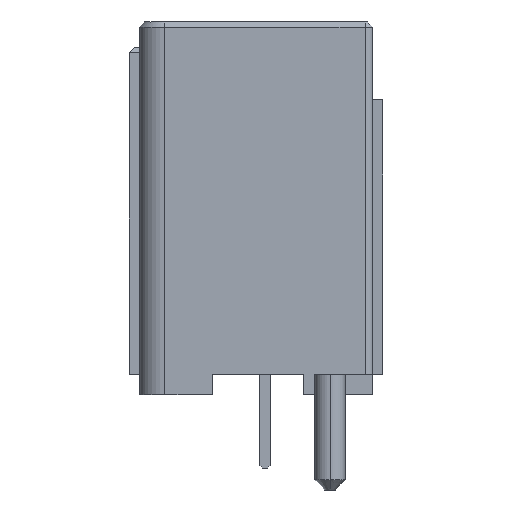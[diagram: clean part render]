
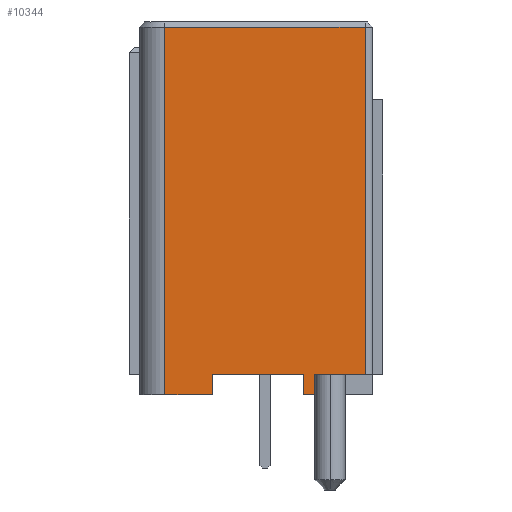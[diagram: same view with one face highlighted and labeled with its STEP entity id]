
A CAD part, left-side view. The second image highlights one B-rep face of the part: STEP entity #10344.
In plain terms, the highlighted planar face has unit normal (-1, 0, 0).
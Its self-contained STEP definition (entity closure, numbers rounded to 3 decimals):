
#112 = DIRECTION ( 'NONE',  ( 0., 1., 0. ) ) ;
#190 = DIRECTION ( 'NONE',  ( 0., 0., -1. ) ) ;
#256 = DIRECTION ( 'NONE',  ( 0., 0., 1. ) ) ;
#663 = CARTESIAN_POINT ( 'NONE',  ( -11.31, -1.51, 0. ) ) ;
#1219 = EDGE_LOOP ( 'NONE', ( #10352, #10510, #18027, #18090, #10675, #25067, #3543, #9295, #24804, #12140 ) ) ;
#1454 = DIRECTION ( 'NONE',  ( 0., -1., 0. ) ) ;
#2408 = VECTOR ( 'NONE', #20958, 1000. ) ;
#2957 = DIRECTION ( 'NONE',  ( 0., 0., -1. ) ) ;
#3207 = CARTESIAN_POINT ( 'NONE',  ( -11.31, 3.92, 14.4 ) ) ;
#3301 = EDGE_CURVE ( 'NONE', #7034, #10603, #19947, .T. ) ;
#3543 = ORIENTED_EDGE ( 'NONE', *, *, #12207, .T. ) ;
#3846 = VECTOR ( 'NONE', #2957, 1000. ) ;
#4329 = LINE ( 'NONE', #6561, #9314 ) ;
#6174 = LINE ( 'NONE', #6565, #14385 ) ;
#6561 = CARTESIAN_POINT ( 'NONE',  ( -11.31, -1.95, 3.865 ) ) ;
#6565 = CARTESIAN_POINT ( 'NONE',  ( -11.31, 3.92, 14.6 ) ) ;
#6696 = LINE ( 'NONE', #19217, #2408 ) ;
#7034 = VERTEX_POINT ( 'NONE', #22967 ) ;
#7161 = VECTOR ( 'NONE', #112, 1000. ) ;
#8553 = EDGE_CURVE ( 'NONE', #14929, #7034, #22481, .T. ) ;
#9116 = CARTESIAN_POINT ( 'NONE',  ( -11.31, 5.32, 0. ) ) ;
#9295 = ORIENTED_EDGE ( 'NONE', *, *, #14507, .T. ) ;
#9314 = VECTOR ( 'NONE', #190, 1000. ) ;
#9384 = LINE ( 'NONE', #9116, #25947 ) ;
#9470 = CARTESIAN_POINT ( 'NONE',  ( -11.31, 5.32, 0. ) ) ;
#10344 = ADVANCED_FACE ( 'NONE', ( #22148 ), #15904, .F. ) ;
#10352 = ORIENTED_EDGE ( 'NONE', *, *, #24398, .F. ) ;
#10394 = CARTESIAN_POINT ( 'NONE',  ( -11.31, -3.92, 0.8 ) ) ;
#10510 = ORIENTED_EDGE ( 'NONE', *, *, #23243, .F. ) ;
#10603 = VERTEX_POINT ( 'NONE', #3207 ) ;
#10675 = ORIENTED_EDGE ( 'NONE', *, *, #25344, .T. ) ;
#10946 = VERTEX_POINT ( 'NONE', #24436 ) ;
#11241 = LINE ( 'NONE', #19738, #12711 ) ;
#11965 = VERTEX_POINT ( 'NONE', #23620 ) ;
#12078 = CARTESIAN_POINT ( 'NONE',  ( -11.31, 5.32, 14.6 ) ) ;
#12140 = ORIENTED_EDGE ( 'NONE', *, *, #19263, .T. ) ;
#12207 = EDGE_CURVE ( 'NONE', #17152, #15623, #6696, .T. ) ;
#12421 = CARTESIAN_POINT ( 'NONE',  ( -11.31, -3.92, 14.6 ) ) ;
#12462 = CARTESIAN_POINT ( 'NONE',  ( -11.31, -1.95, 0.8 ) ) ;
#12711 = VECTOR ( 'NONE', #23450, 1000. ) ;
#13264 = AXIS2_PLACEMENT_3D ( 'NONE', #12078, #20152, #23676 ) ;
#13829 = DIRECTION ( 'NONE',  ( 0., 1., 0. ) ) ;
#14385 = VECTOR ( 'NONE', #24277, 1000. ) ;
#14501 = VERTEX_POINT ( 'NONE', #14947 ) ;
#14507 = EDGE_CURVE ( 'NONE', #15623, #14501, #11241, .T. ) ;
#14929 = VERTEX_POINT ( 'NONE', #10394 ) ;
#14947 = CARTESIAN_POINT ( 'NONE',  ( -11.31, -1.51, 0.8 ) ) ;
#15368 = VERTEX_POINT ( 'NONE', #24505 ) ;
#15528 = EDGE_CURVE ( 'NONE', #14501, #15368, #22649, .T. ) ;
#15623 = VERTEX_POINT ( 'NONE', #17328 ) ;
#15904 = PLANE ( 'NONE',  #13264 ) ;
#16846 = EDGE_CURVE ( 'NONE', #10946, #17152, #9384, .T. ) ;
#16981 = VERTEX_POINT ( 'NONE', #12462 ) ;
#17152 = VERTEX_POINT ( 'NONE', #21322 ) ;
#17328 = CARTESIAN_POINT ( 'NONE',  ( -11.31, 2.057, 0.8 ) ) ;
#17508 = DIRECTION ( 'NONE',  ( 0., -1., 0. ) ) ;
#18027 = ORIENTED_EDGE ( 'NONE', *, *, #8553, .T. ) ;
#18090 = ORIENTED_EDGE ( 'NONE', *, *, #3301, .T. ) ;
#18337 = LINE ( 'NONE', #24822, #7161 ) ;
#19217 = CARTESIAN_POINT ( 'NONE',  ( -11.31, 2.057, 0. ) ) ;
#19263 = EDGE_CURVE ( 'NONE', #15368, #11965, #19572, .T. ) ;
#19572 = LINE ( 'NONE', #9470, #23480 ) ;
#19738 = CARTESIAN_POINT ( 'NONE',  ( -11.31, 2.057, 0.8 ) ) ;
#19947 = LINE ( 'NONE', #25784, #23262 ) ;
#20152 = DIRECTION ( 'NONE',  ( 1., 0., 0. ) ) ;
#20958 = DIRECTION ( 'NONE',  ( 0., 0., 1. ) ) ;
#21101 = VECTOR ( 'NONE', #256, 1000. ) ;
#21322 = CARTESIAN_POINT ( 'NONE',  ( -11.31, 2.057, 0. ) ) ;
#22148 = FACE_OUTER_BOUND ( 'NONE', #1219, .T. ) ;
#22481 = LINE ( 'NONE', #12421, #21101 ) ;
#22649 = LINE ( 'NONE', #663, #3846 ) ;
#22967 = CARTESIAN_POINT ( 'NONE',  ( -11.31, -3.92, 14.4 ) ) ;
#23243 = EDGE_CURVE ( 'NONE', #14929, #16981, #18337, .T. ) ;
#23262 = VECTOR ( 'NONE', #13829, 1000. ) ;
#23450 = DIRECTION ( 'NONE',  ( 0., -1., 0. ) ) ;
#23480 = VECTOR ( 'NONE', #1454, 1000. ) ;
#23620 = CARTESIAN_POINT ( 'NONE',  ( -11.31, -1.95, 0. ) ) ;
#23676 = DIRECTION ( 'NONE',  ( 0., 0., -1. ) ) ;
#24277 = DIRECTION ( 'NONE',  ( 0., 0., -1. ) ) ;
#24398 = EDGE_CURVE ( 'NONE', #16981, #11965, #4329, .T. ) ;
#24436 = CARTESIAN_POINT ( 'NONE',  ( -11.31, 3.92, 0. ) ) ;
#24505 = CARTESIAN_POINT ( 'NONE',  ( -11.31, -1.51, 0. ) ) ;
#24804 = ORIENTED_EDGE ( 'NONE', *, *, #15528, .T. ) ;
#24822 = CARTESIAN_POINT ( 'NONE',  ( -11.31, -3.92, 0.8 ) ) ;
#25067 = ORIENTED_EDGE ( 'NONE', *, *, #16846, .T. ) ;
#25344 = EDGE_CURVE ( 'NONE', #10603, #10946, #6174, .T. ) ;
#25784 = CARTESIAN_POINT ( 'NONE',  ( -11.31, 3.92, 14.4 ) ) ;
#25947 = VECTOR ( 'NONE', #17508, 1000. ) ;
